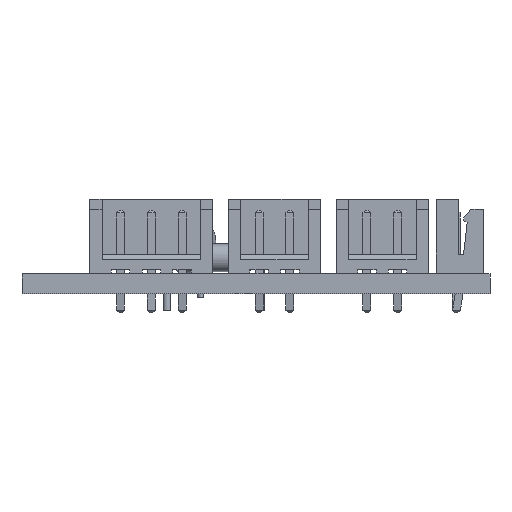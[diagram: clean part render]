
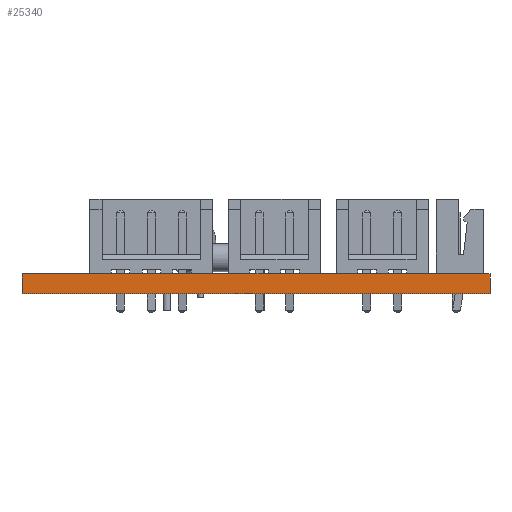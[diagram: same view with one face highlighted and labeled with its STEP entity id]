
A CAD part, front view. The second image highlights one B-rep face of the part: STEP entity #25340.
In plain terms, the highlighted planar face has unit normal (0, -1, 0).
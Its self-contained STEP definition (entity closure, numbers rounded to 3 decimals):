
#25159 = PLANE('',#25160);
#25160 = AXIS2_PLACEMENT_3D('',#25161,#25162,#25163);
#25161 = CARTESIAN_POINT('',(182.75,-94.,0.));
#25162 = DIRECTION('',(1.,0.,-0.));
#25163 = DIRECTION('',(0.,-1.,0.));
#25184 = VERTEX_POINT('',#25185);
#25185 = CARTESIAN_POINT('',(182.75,-126.,1.6));
#25199 = PLANE('',#25200);
#25200 = AXIS2_PLACEMENT_3D('',#25201,#25202,#25203);
#25201 = CARTESIAN_POINT('',(201.766,-107.637,1.6));
#25202 = DIRECTION('',(0.,0.,1.));
#25203 = DIRECTION('',(1.,0.,-0.));
#25211 = EDGE_CURVE('',#25212,#25184,#25214,.T.);
#25212 = VERTEX_POINT('',#25213);
#25213 = CARTESIAN_POINT('',(182.75,-126.,0.));
#25214 = SURFACE_CURVE('',#25215,(#25219,#25226),.PCURVE_S1.);
#25215 = LINE('',#25216,#25217);
#25216 = CARTESIAN_POINT('',(182.75,-126.,0.));
#25217 = VECTOR('',#25218,1.);
#25218 = DIRECTION('',(0.,0.,1.));
#25219 = PCURVE('',#25159,#25220);
#25220 = DEFINITIONAL_REPRESENTATION('',(#25221),#25225);
#25221 = LINE('',#25222,#25223);
#25222 = CARTESIAN_POINT('',(32.,0.));
#25223 = VECTOR('',#25224,1.);
#25224 = DIRECTION('',(0.,-1.));
#25225 = ( GEOMETRIC_REPRESENTATION_CONTEXT(2) 
PARAMETRIC_REPRESENTATION_CONTEXT() REPRESENTATION_CONTEXT('2D SPACE',''
  ) );
#25226 = PCURVE('',#25227,#25232);
#25227 = PLANE('',#25228);
#25228 = AXIS2_PLACEMENT_3D('',#25229,#25230,#25231);
#25229 = CARTESIAN_POINT('',(182.75,-126.,0.));
#25230 = DIRECTION('',(0.,1.,0.));
#25231 = DIRECTION('',(1.,0.,0.));
#25232 = DEFINITIONAL_REPRESENTATION('',(#25233),#25237);
#25233 = LINE('',#25234,#25235);
#25234 = CARTESIAN_POINT('',(0.,0.));
#25235 = VECTOR('',#25236,1.);
#25236 = DIRECTION('',(0.,-1.));
#25237 = ( GEOMETRIC_REPRESENTATION_CONTEXT(2) 
PARAMETRIC_REPRESENTATION_CONTEXT() REPRESENTATION_CONTEXT('2D SPACE',''
  ) );
#25253 = PLANE('',#25254);
#25254 = AXIS2_PLACEMENT_3D('',#25255,#25256,#25257);
#25255 = CARTESIAN_POINT('',(201.766,-107.637,0.));
#25256 = DIRECTION('',(0.,0.,1.));
#25257 = DIRECTION('',(1.,0.,-0.));
#25340 = ADVANCED_FACE('',(#25341),#25227,.F.);
#25341 = FACE_BOUND('',#25342,.F.);
#25342 = EDGE_LOOP('',(#25343,#25344,#25367,#25395));
#25343 = ORIENTED_EDGE('',*,*,#25211,.T.);
#25344 = ORIENTED_EDGE('',*,*,#25345,.T.);
#25345 = EDGE_CURVE('',#25184,#25346,#25348,.T.);
#25346 = VERTEX_POINT('',#25347);
#25347 = CARTESIAN_POINT('',(220.75,-126.,1.6));
#25348 = SURFACE_CURVE('',#25349,(#25353,#25360),.PCURVE_S1.);
#25349 = LINE('',#25350,#25351);
#25350 = CARTESIAN_POINT('',(182.75,-126.,1.6));
#25351 = VECTOR('',#25352,1.);
#25352 = DIRECTION('',(1.,0.,0.));
#25353 = PCURVE('',#25227,#25354);
#25354 = DEFINITIONAL_REPRESENTATION('',(#25355),#25359);
#25355 = LINE('',#25356,#25357);
#25356 = CARTESIAN_POINT('',(0.,-1.6));
#25357 = VECTOR('',#25358,1.);
#25358 = DIRECTION('',(1.,0.));
#25359 = ( GEOMETRIC_REPRESENTATION_CONTEXT(2) 
PARAMETRIC_REPRESENTATION_CONTEXT() REPRESENTATION_CONTEXT('2D SPACE',''
  ) );
#25360 = PCURVE('',#25199,#25361);
#25361 = DEFINITIONAL_REPRESENTATION('',(#25362),#25366);
#25362 = LINE('',#25363,#25364);
#25363 = CARTESIAN_POINT('',(-19.016,-18.363));
#25364 = VECTOR('',#25365,1.);
#25365 = DIRECTION('',(1.,0.));
#25366 = ( GEOMETRIC_REPRESENTATION_CONTEXT(2) 
PARAMETRIC_REPRESENTATION_CONTEXT() REPRESENTATION_CONTEXT('2D SPACE',''
  ) );
#25367 = ORIENTED_EDGE('',*,*,#25368,.F.);
#25368 = EDGE_CURVE('',#25369,#25346,#25371,.T.);
#25369 = VERTEX_POINT('',#25370);
#25370 = CARTESIAN_POINT('',(220.75,-126.,0.));
#25371 = SURFACE_CURVE('',#25372,(#25376,#25383),.PCURVE_S1.);
#25372 = LINE('',#25373,#25374);
#25373 = CARTESIAN_POINT('',(220.75,-126.,0.));
#25374 = VECTOR('',#25375,1.);
#25375 = DIRECTION('',(0.,0.,1.));
#25376 = PCURVE('',#25227,#25377);
#25377 = DEFINITIONAL_REPRESENTATION('',(#25378),#25382);
#25378 = LINE('',#25379,#25380);
#25379 = CARTESIAN_POINT('',(38.,0.));
#25380 = VECTOR('',#25381,1.);
#25381 = DIRECTION('',(0.,-1.));
#25382 = ( GEOMETRIC_REPRESENTATION_CONTEXT(2) 
PARAMETRIC_REPRESENTATION_CONTEXT() REPRESENTATION_CONTEXT('2D SPACE',''
  ) );
#25383 = PCURVE('',#25384,#25389);
#25384 = PLANE('',#25385);
#25385 = AXIS2_PLACEMENT_3D('',#25386,#25387,#25388);
#25386 = CARTESIAN_POINT('',(220.75,-126.,0.));
#25387 = DIRECTION('',(-1.,0.,0.));
#25388 = DIRECTION('',(0.,1.,0.));
#25389 = DEFINITIONAL_REPRESENTATION('',(#25390),#25394);
#25390 = LINE('',#25391,#25392);
#25391 = CARTESIAN_POINT('',(0.,0.));
#25392 = VECTOR('',#25393,1.);
#25393 = DIRECTION('',(0.,-1.));
#25394 = ( GEOMETRIC_REPRESENTATION_CONTEXT(2) 
PARAMETRIC_REPRESENTATION_CONTEXT() REPRESENTATION_CONTEXT('2D SPACE',''
  ) );
#25395 = ORIENTED_EDGE('',*,*,#25396,.F.);
#25396 = EDGE_CURVE('',#25212,#25369,#25397,.T.);
#25397 = SURFACE_CURVE('',#25398,(#25402,#25409),.PCURVE_S1.);
#25398 = LINE('',#25399,#25400);
#25399 = CARTESIAN_POINT('',(182.75,-126.,0.));
#25400 = VECTOR('',#25401,1.);
#25401 = DIRECTION('',(1.,0.,0.));
#25402 = PCURVE('',#25227,#25403);
#25403 = DEFINITIONAL_REPRESENTATION('',(#25404),#25408);
#25404 = LINE('',#25405,#25406);
#25405 = CARTESIAN_POINT('',(0.,0.));
#25406 = VECTOR('',#25407,1.);
#25407 = DIRECTION('',(1.,0.));
#25408 = ( GEOMETRIC_REPRESENTATION_CONTEXT(2) 
PARAMETRIC_REPRESENTATION_CONTEXT() REPRESENTATION_CONTEXT('2D SPACE',''
  ) );
#25409 = PCURVE('',#25253,#25410);
#25410 = DEFINITIONAL_REPRESENTATION('',(#25411),#25415);
#25411 = LINE('',#25412,#25413);
#25412 = CARTESIAN_POINT('',(-19.016,-18.363));
#25413 = VECTOR('',#25414,1.);
#25414 = DIRECTION('',(1.,0.));
#25415 = ( GEOMETRIC_REPRESENTATION_CONTEXT(2) 
PARAMETRIC_REPRESENTATION_CONTEXT() REPRESENTATION_CONTEXT('2D SPACE',''
  ) );
